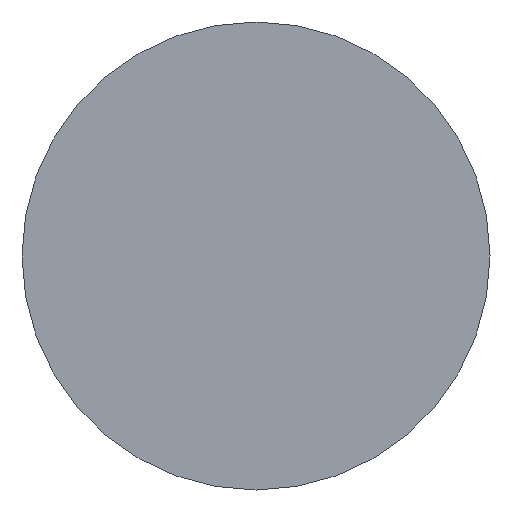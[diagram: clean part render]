
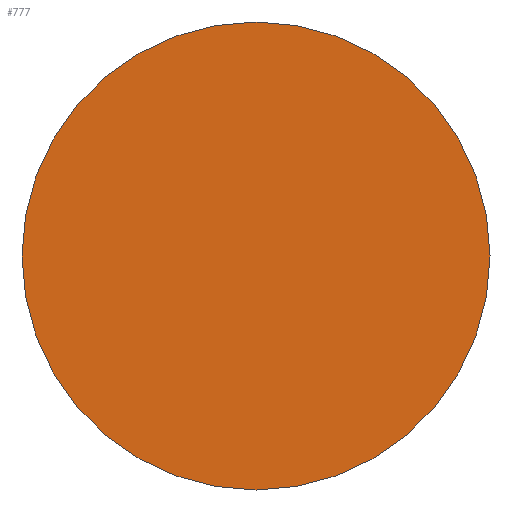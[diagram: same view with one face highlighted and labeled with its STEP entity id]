
A CAD part, front view. The second image highlights one B-rep face of the part: STEP entity #777.
In plain terms, the highlighted planar face has unit normal (0, -1, 0).
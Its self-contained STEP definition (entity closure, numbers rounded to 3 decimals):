
#55=PLANE('',#866);
#239=FACE_OUTER_BOUND('',#303,.T.);
#303=EDGE_LOOP('',(#722));
#346=CIRCLE('',#865,80.);
#413=VERTEX_POINT('',#1351);
#516=EDGE_CURVE('',#413,#413,#346,.T.);
#722=ORIENTED_EDGE('',*,*,#516,.F.);
#777=ADVANCED_FACE('',(#239),#55,.F.);
#865=AXIS2_PLACEMENT_3D('',#1352,#1099,#1100);
#866=AXIS2_PLACEMENT_3D('',#1353,#1101,#1102);
#1099=DIRECTION('center_axis',(0.,1.,0.));
#1100=DIRECTION('ref_axis',(1.,0.,0.));
#1101=DIRECTION('center_axis',(0.,1.,0.));
#1102=DIRECTION('ref_axis',(1.,0.,0.));
#1351=CARTESIAN_POINT('',(-80.,0.,0.));
#1352=CARTESIAN_POINT('Origin',(0.,0.,0.));
#1353=CARTESIAN_POINT('Origin',(0.,0.,0.));
